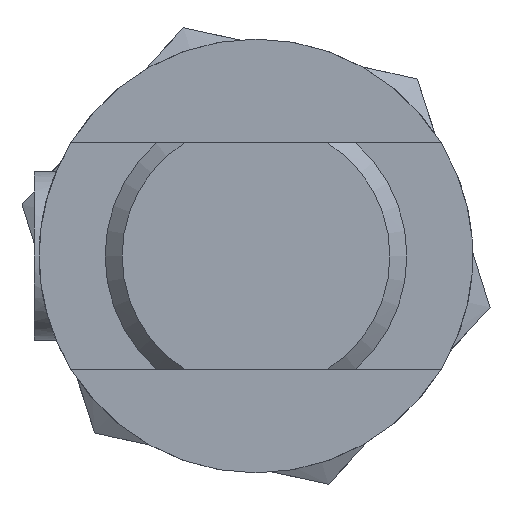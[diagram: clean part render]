
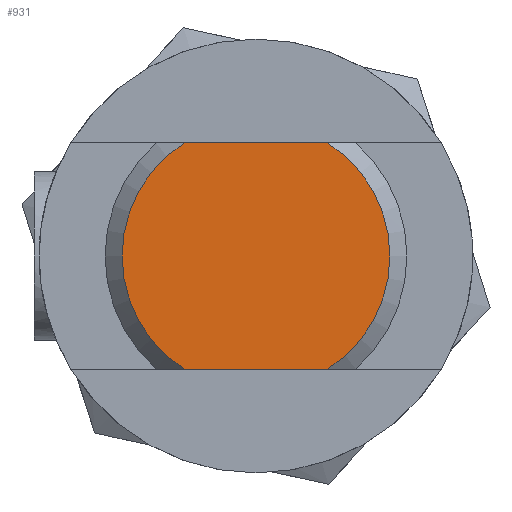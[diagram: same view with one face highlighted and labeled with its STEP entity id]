
A CAD part, front view. The second image highlights one B-rep face of the part: STEP entity #931.
In plain terms, the highlighted planar face has unit normal (0, -1, 0).
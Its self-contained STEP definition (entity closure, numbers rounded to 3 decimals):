
#88=CARTESIAN_POINT('',(-3.796,0.,6.));
#89=VERTEX_POINT('',#88);
#114=CARTESIAN_POINT('',(-3.796,0.,-6.));
#115=VERTEX_POINT('',#114);
#129=CARTESIAN_POINT('',(0.0,0.0,0.0));
#130=DIRECTION('',(0.0,1.0,0.0));
#131=DIRECTION('',(-1.0,0.0,0.0));
#132=AXIS2_PLACEMENT_3D('',#129,#130,#131);
#133=CIRCLE('',#132,7.1);
#134=EDGE_CURVE('',#115,#89,#133,.T.);
#177=CARTESIAN_POINT('',(3.796,0.,6.));
#178=VERTEX_POINT('',#177);
#179=CARTESIAN_POINT('',(3.796,0.,6.));
#180=DIRECTION('',(-1.0,0.0,0.0));
#181=VECTOR('',#180,7.592);
#182=LINE('',#179,#181);
#183=EDGE_CURVE('',#178,#89,#182,.T.);
#266=CARTESIAN_POINT('',(3.796,0.,-6.));
#267=VERTEX_POINT('',#266);
#291=CARTESIAN_POINT('',(0.0,0.0,0.0));
#292=DIRECTION('',(0.0,1.0,0.0));
#293=DIRECTION('',(1.0,0.0,0.0));
#294=AXIS2_PLACEMENT_3D('',#291,#292,#293);
#295=CIRCLE('',#294,7.1);
#296=EDGE_CURVE('',#178,#267,#295,.T.);
#373=CARTESIAN_POINT('',(-3.796,0.,-6.));
#374=DIRECTION('',(1.0,0.0,0.0));
#375=VECTOR('',#374,7.592);
#376=LINE('',#373,#375);
#377=EDGE_CURVE('',#115,#267,#376,.T.);
#920=CARTESIAN_POINT('',(-4.,0.,0.0));
#921=DIRECTION('',(0.0,-1.0,0.0));
#922=DIRECTION('',(0.0,0.0,-1.0));
#923=AXIS2_PLACEMENT_3D('',#920,#921,#922);
#924=PLANE('',#923);
#925=ORIENTED_EDGE('',*,*,#134,.F.);
#926=ORIENTED_EDGE('',*,*,#377,.T.);
#927=ORIENTED_EDGE('',*,*,#296,.F.);
#928=ORIENTED_EDGE('',*,*,#183,.T.);
#929=EDGE_LOOP('',(#925,#926,#927,#928));
#930=FACE_OUTER_BOUND('',#929,.T.);
#931=ADVANCED_FACE('',(#930),#924,.T.);
